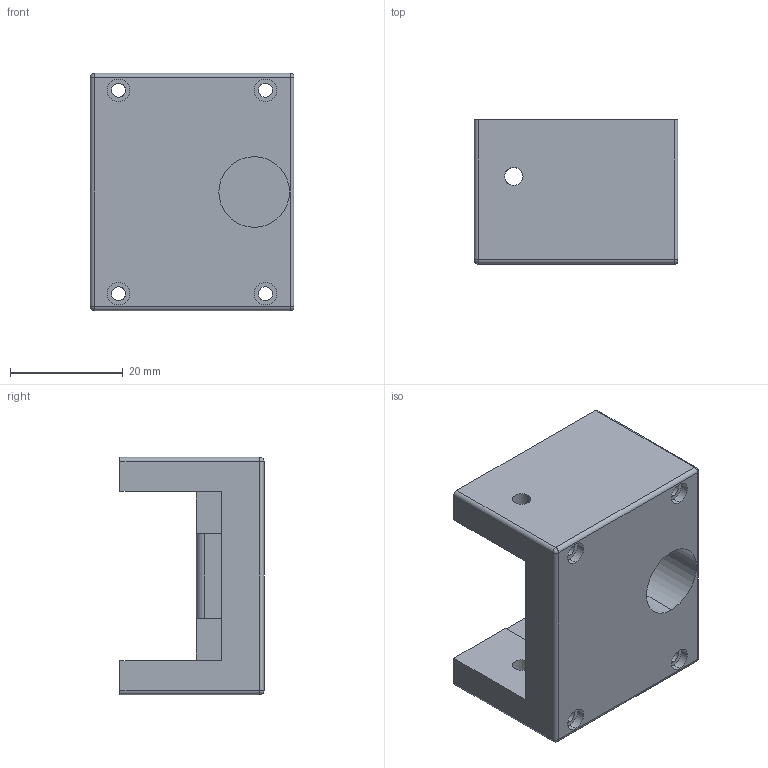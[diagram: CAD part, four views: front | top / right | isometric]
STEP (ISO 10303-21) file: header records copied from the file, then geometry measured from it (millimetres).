
FILE_DESCRIPTION (( 'STEP AP214' ), '1' );
FILE_NAME ('Body - Box Style - top - RC1.STEP', '2017-08-28T14:41:08', ( '' ), ( '' ), 'SwSTEP 2.0', 'SolidWorks 2014', '' );
FILE_SCHEMA (( 'AUTOMOTIVE_DESIGN' ));
Length unit declared in the file: millimetre
Products named in the file (1): Body - Box Style - top - RC1
Bounding box: 36 x 25.5 x 42 mm (x, y, z)
Volume: 18248 mm3; surface area: 8735.9 mm2
Topology: 1 solids, 1 shells, 60 faces, 157 edges, 100 vertices
Faces by surface type: cylinder 31, plane 25, torus 2, sphere 2
Entity records: 2017 total; most frequent: CARTESIAN_POINT 432, DIRECTION 337, ORIENTED_EDGE 310, EDGE_CURVE 155, AXIS2_PLACEMENT_3D 125, VERTEX_POINT 100, LINE 87, VECTOR 87
